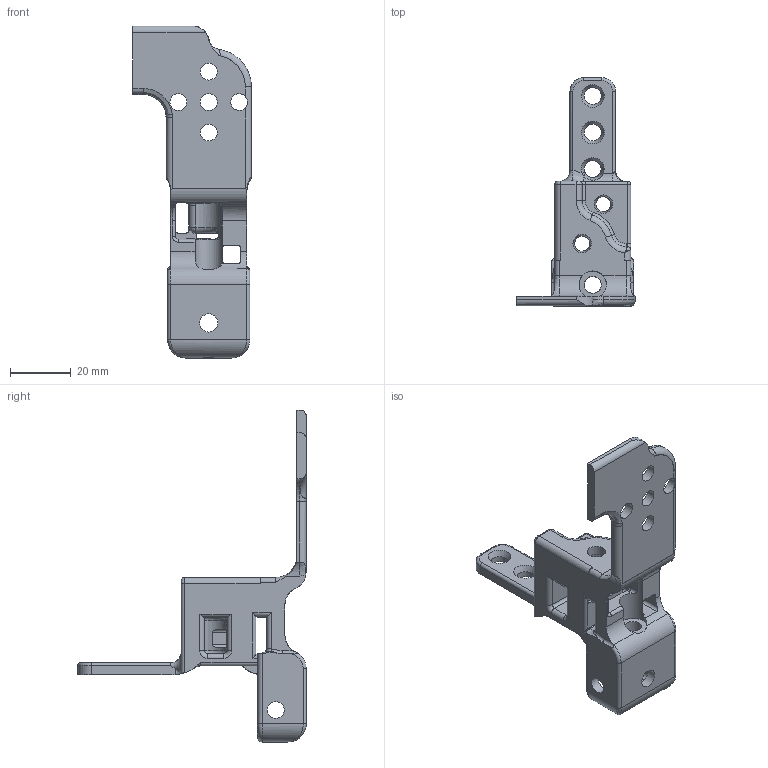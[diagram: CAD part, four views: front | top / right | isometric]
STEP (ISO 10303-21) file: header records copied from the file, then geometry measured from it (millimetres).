
FILE_DESCRIPTION(/* description */ (''),/* implementation_level */ '2;1');
FILE_NAME(/* name */ 'ATC_Slider_X_rechte Seite v20.step',/* time_stamp */ '2021-03-21T02:56:28+01:00',/* author */ (''),/* organization */ (''),/* preprocessor_version */ 'ST-DEVELOPER v18.1',/* originating_system */ 'Autodesk Translation Framework v9.10.0.1330',/* authorisation */ '');
FILE_SCHEMA (('AUTOMOTIVE_DESIGN { 1 0 10303 214 3 1 1 }'));
Length unit declared in the file: millimetre
Products named in the file (2): ATC_Slider_X_rechte Seite; ATC_x_slider_waagerecht v9
Assembly tree (1 placements, depth 2):
  ATC_Slider_X_rechte Seite
    ATC_x_slider_waagerecht v9
Bounding box: 39 x 75 x 109 mm (x, y, z)
Volume: 23991.8 mm3; surface area: 16543.5 mm2
Topology: 1 solids, 1 shells, 315 faces, 849 edges, 516 vertices
Faces by surface type: cylinder 139, plane 83, torus 46, bspline 40, cone 5, sphere 2
Full cylindrical faces by diameter (mm): 4.9 x2, 5.5 x12, 6 x3, 9 x1
Entity records: 14317 total; most frequent: CARTESIAN_POINT 6487, ORIENTED_EDGE 1682, DIRECTION 1596, EDGE_CURVE 841, AXIS2_PLACEMENT_3D 620, VERTEX_POINT 515, LINE 356, VECTOR 356
